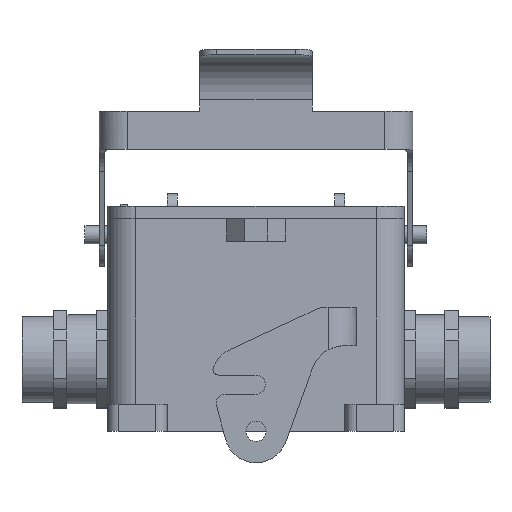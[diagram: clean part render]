
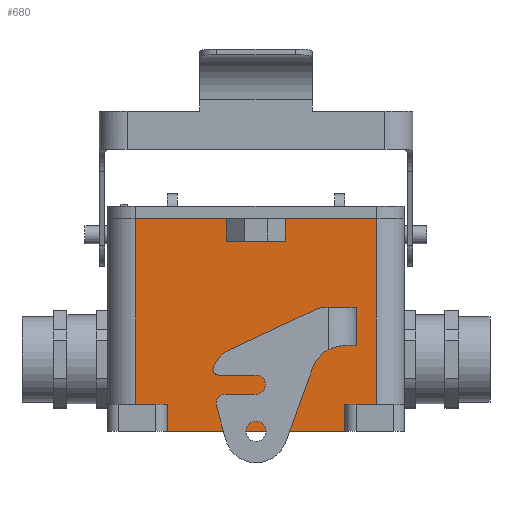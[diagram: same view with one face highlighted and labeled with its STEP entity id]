
A CAD part, front view. The second image highlights one B-rep face of the part: STEP entity #680.
In plain terms, the highlighted planar face has unit normal (0, -1, 0).
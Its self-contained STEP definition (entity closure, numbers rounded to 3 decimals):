
#680 = ADVANCED_FACE( '', ( #1484 ), #1485, .T. );
#1484 = FACE_OUTER_BOUND( '', #2402, .T. );
#1485 = PLANE( '', #2403 );
#2402 = EDGE_LOOP( '', ( #4377, #4378, #4379, #4380, #4381, #4382, #4383, #4384, #4385, #4386, #4387, #4388 ) );
#2403 = AXIS2_PLACEMENT_3D( '', #4389, #4390, #4391 );
#4377 = ORIENTED_EDGE( '', *, *, #6021, .F. );
#4378 = ORIENTED_EDGE( '', *, *, #5980, .F. );
#4379 = ORIENTED_EDGE( '', *, *, #5794, .F. );
#4380 = ORIENTED_EDGE( '', *, *, #5774, .F. );
#4381 = ORIENTED_EDGE( '', *, *, #5474, .T. );
#4382 = ORIENTED_EDGE( '', *, *, #6071, .F. );
#4383 = ORIENTED_EDGE( '', *, *, #6103, .T. );
#4384 = ORIENTED_EDGE( '', *, *, #6087, .T. );
#4385 = ORIENTED_EDGE( '', *, *, #5897, .F. );
#4386 = ORIENTED_EDGE( '', *, *, #5621, .T. );
#4387 = ORIENTED_EDGE( '', *, *, #6104, .T. );
#4388 = ORIENTED_EDGE( '', *, *, #5947, .T. );
#4389 = CARTESIAN_POINT( '', ( -66., -45., 94.5 ) );
#4390 = DIRECTION( '', ( 0., -1., 0. ) );
#4391 = DIRECTION( '', ( 0., 0., 1. ) );
#5474 = EDGE_CURVE( '', #6625, #6623, #6626, .T. );
#5621 = EDGE_CURVE( '', #6876, #6874, #6877, .F. );
#5774 = EDGE_CURVE( '', #6625, #7116, #7120, .F. );
#5794 = EDGE_CURVE( '', #7116, #7138, #7149, .T. );
#5897 = EDGE_CURVE( '', #6876, #7294, #7295, .T. );
#5947 = EDGE_CURVE( '', #7366, #7367, #7368, .F. );
#5980 = EDGE_CURVE( '', #7138, #7415, #7416, .F. );
#6021 = EDGE_CURVE( '', #7415, #7367, #7472, .T. );
#6071 = EDGE_CURVE( '', #7536, #6623, #7538, .T. );
#6087 = EDGE_CURVE( '', #7557, #7294, #7559, .T. );
#6103 = EDGE_CURVE( '', #7536, #7557, #7577, .T. );
#6104 = EDGE_CURVE( '', #6874, #7366, #7578, .T. );
#6623 = VERTEX_POINT( '', #8313 );
#6625 = VERTEX_POINT( '', #8316 );
#6626 = LINE( '', #8317, #8318 );
#6874 = VERTEX_POINT( '', #8664 );
#6876 = VERTEX_POINT( '', #8666 );
#6877 = LINE( '', #8667, #8668 );
#7116 = VERTEX_POINT( '', #9027 );
#7120 = LINE( '', #9032, #9033 );
#7138 = VERTEX_POINT( '', #9058 );
#7149 = LINE( '', #9074, #9075 );
#7294 = VERTEX_POINT( '', #9312 );
#7295 = LINE( '', #9313, #9314 );
#7366 = VERTEX_POINT( '', #9428 );
#7367 = VERTEX_POINT( '', #9429 );
#7368 = LINE( '', #9430, #9431 );
#7415 = VERTEX_POINT( '', #9497 );
#7416 = LINE( '', #9498, #9499 );
#7472 = LINE( '', #9584, #9585 );
#7536 = VERTEX_POINT( '', #9685 );
#7538 = LINE( '', #9688, #9689 );
#7557 = VERTEX_POINT( '', #9715 );
#7559 = LINE( '', #9718, #9719 );
#7577 = LINE( '', #9745, #9746 );
#7578 = LINE( '', #9747, #9748 );
#8313 = CARTESIAN_POINT( '', ( -39.5, -45., 12. ) );
#8316 = CARTESIAN_POINT( '', ( -53.5, -45., 12. ) );
#8317 = CARTESIAN_POINT( '', ( -66., -45., 12. ) );
#8318 = VECTOR( '', #10304, 1000. );
#8664 = CARTESIAN_POINT( '', ( 53.5, -45., 94.5 ) );
#8666 = CARTESIAN_POINT( '', ( 53.5, -45., 12. ) );
#8667 = CARTESIAN_POINT( '', ( 53.5, -45., 94.5 ) );
#8668 = VECTOR( '', #10509, 1000. );
#9027 = CARTESIAN_POINT( '', ( -53.5, -45., 94.5 ) );
#9032 = CARTESIAN_POINT( '', ( -53.5, -45., 94.5 ) );
#9033 = VECTOR( '', #10692, 1000. );
#9058 = CARTESIAN_POINT( '', ( -13., -45., 94.5 ) );
#9074 = CARTESIAN_POINT( '', ( -66., -45., 94.5 ) );
#9075 = VECTOR( '', #10714, 1000. );
#9312 = CARTESIAN_POINT( '', ( 39.5, -45., 12. ) );
#9313 = CARTESIAN_POINT( '', ( 66., -45., 12. ) );
#9314 = VECTOR( '', #10831, 1000. );
#9428 = CARTESIAN_POINT( '', ( 13., -45., 94.5 ) );
#9429 = CARTESIAN_POINT( '', ( 13., -45., 84.5 ) );
#9430 = CARTESIAN_POINT( '', ( 13., -45., 89.5 ) );
#9431 = VECTOR( '', #10885, 1000. );
#9497 = CARTESIAN_POINT( '', ( -13., -45., 84.5 ) );
#9498 = CARTESIAN_POINT( '', ( -13., -45., 89.5 ) );
#9499 = VECTOR( '', #10920, 1000. );
#9584 = CARTESIAN_POINT( '', ( -5., -45., 84.5 ) );
#9585 = VECTOR( '', #10966, 1000. );
#9685 = CARTESIAN_POINT( '', ( -39.5, -45., 0. ) );
#9688 = CARTESIAN_POINT( '', ( -39.5, -45., -117.947 ) );
#9689 = VECTOR( '', #11021, 1000. );
#9715 = CARTESIAN_POINT( '', ( 39.5, -45., 0. ) );
#9718 = CARTESIAN_POINT( '', ( 39.5, -45., -117.947 ) );
#9719 = VECTOR( '', #11036, 1000. );
#9745 = CARTESIAN_POINT( '', ( -66., -45., 0. ) );
#9746 = VECTOR( '', #11054, 1000. );
#9747 = CARTESIAN_POINT( '', ( 66., -45., 94.5 ) );
#9748 = VECTOR( '', #11055, 1000. );
#10304 = DIRECTION( '', ( 1., 0., 0. ) );
#10509 = DIRECTION( '', ( 0., 0., -1. ) );
#10692 = DIRECTION( '', ( 0., 0., -1. ) );
#10714 = DIRECTION( '', ( 1., 0., 0. ) );
#10831 = DIRECTION( '', ( -1., 0., 0. ) );
#10885 = DIRECTION( '', ( 0., 0., 1. ) );
#10920 = DIRECTION( '', ( 0., 0., 1. ) );
#10966 = DIRECTION( '', ( 1., 0., 0. ) );
#11021 = DIRECTION( '', ( 0., 0., 1. ) );
#11036 = DIRECTION( '', ( 0., 0., 1. ) );
#11054 = DIRECTION( '', ( 1., 0., 0. ) );
#11055 = DIRECTION( '', ( -1., 0., 0. ) );
